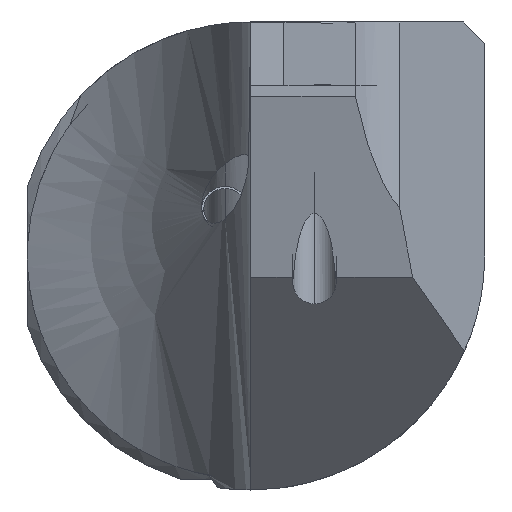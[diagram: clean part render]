
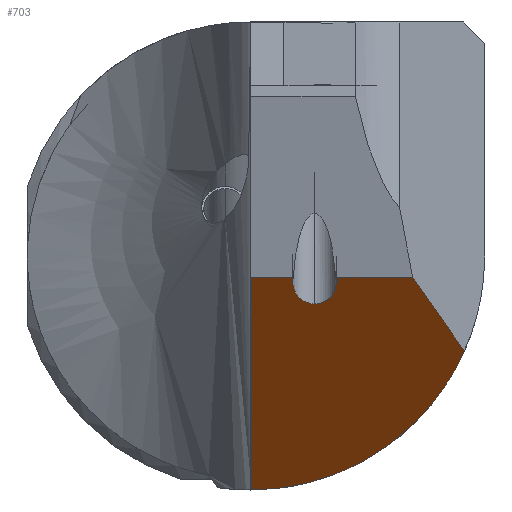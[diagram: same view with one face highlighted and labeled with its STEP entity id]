
A CAD part, left-side view. The second image highlights one B-rep face of the part: STEP entity #703.
In plain terms, the highlighted planar face has unit normal (-0.707, 0, -0.707).
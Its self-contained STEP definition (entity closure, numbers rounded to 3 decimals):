
#2 = VECTOR ( 'NONE', #597, 1000. ) ;
#72 = PLANE ( 'NONE',  #127 ) ;
#127 = AXIS2_PLACEMENT_3D ( 'NONE', #364, #677, #2814 ) ;
#132 = DIRECTION ( 'NONE',  ( 0., -1., 0. ) ) ;
#147 = VECTOR ( 'NONE', #132, 1000. ) ;
#242 = VERTEX_POINT ( 'NONE', #1951 ) ;
#246 = VERTEX_POINT ( 'NONE', #435 ) ;
#279 = CARTESIAN_POINT ( 'NONE',  ( 2.278, -4.001, -12. ) ) ;
#298 = EDGE_LOOP ( 'NONE', ( #2925, #1055, #2308, #2241, #1913, #1166, #955, #3170, #1591 ) ) ;
#364 = CARTESIAN_POINT ( 'NONE',  ( 2.278, 170.895, -12. ) ) ;
#435 = CARTESIAN_POINT ( 'NONE',  ( 2.278, -7.614, -12. ) ) ;
#576 = CARTESIAN_POINT ( 'NONE',  ( 12.278, 0.007, -22. ) ) ;
#597 = DIRECTION ( 'NONE',  ( 0.707, 0., -0.707 ) ) ;
#607 = CARTESIAN_POINT ( 'NONE',  ( 3.525, -2.29, -13.247 ) ) ;
#623 = CARTESIAN_POINT ( 'NONE',  ( 2.278, 0., -12. ) ) ;
#624 = FACE_OUTER_BOUND ( 'NONE', #298, .T. ) ;
#650 = CARTESIAN_POINT ( 'NONE',  ( 5.753, -10.048, -15.476 ) ) ;
#677 = DIRECTION ( 'NONE',  ( -0.707, 0., -0.707 ) ) ;
#703 = ADVANCED_FACE ( 'NONE', ( #624 ), #72, .T. ) ;
#712 = CARTESIAN_POINT ( 'NONE',  ( 12.278, 0., -22. ) ) ;
#717 = DIRECTION ( 'NONE',  ( 0., -1., 0. ) ) ;
#732 = CARTESIAN_POINT ( 'NONE',  ( 2.278, 170.895, -12. ) ) ;
#802 = EDGE_CURVE ( 'NONE', #242, #246, #2694, .T. ) ;
#845 = EDGE_CURVE ( 'NONE', #1047, #1823, #3389, .T. ) ;
#912 = CARTESIAN_POINT ( 'NONE',  ( 12.278, 0., -22. ) ) ;
#955 = ORIENTED_EDGE ( 'NONE', *, *, #3409, .T. ) ;
#1041 = VECTOR ( 'NONE', #717, 1000. ) ;
#1047 = VERTEX_POINT ( 'NONE', #2307 ) ;
#1055 = ORIENTED_EDGE ( 'NONE', *, *, #802, .F. ) ;
#1166 = ORIENTED_EDGE ( 'NONE', *, *, #2380, .T. ) ;
#1216 = CARTESIAN_POINT ( 'NONE',  ( 3.525, -3., -13.247 ) ) ;
#1239 = CARTESIAN_POINT ( 'NONE',  ( 3.525, -3., -13.247 ) ) ;
#1266 = EDGE_CURVE ( 'NONE', #2446, #3542, #3490, .T. ) ;
#1323 = CARTESIAN_POINT ( 'NONE',  ( 9.841, -8.228, -19.563 ) ) ;
#1511 = LINE ( 'NONE', #2462, #3856 ) ;
#1512 = LINE ( 'NONE', #2409, #2226 ) ;
#1591 = ORIENTED_EDGE ( 'NONE', *, *, #1944, .T. ) ;
#1665 =( BOUNDED_CURVE ( )  B_SPLINE_CURVE ( 3, ( #3938, #1801, #2109, #279 ),
 .UNSPECIFIED., .F., .F. ) 
 B_SPLINE_CURVE_WITH_KNOTS ( ( 4, 4 ),
 ( 3.142, 4.931 ),
 .UNSPECIFIED. ) 
 CURVE ( )  GEOMETRIC_REPRESENTATION_ITEM ( )  RATIONAL_B_SPLINE_CURVE ( ( 1., 0.75, 0.75, 1. ) ) 
 REPRESENTATION_ITEM ( '' )  );
#1787 = CARTESIAN_POINT ( 'NONE',  ( 11.929, 0., -21.652 ) ) ;
#1801 = CARTESIAN_POINT ( 'NONE',  ( 3.525, -3.71, -13.247 ) ) ;
#1823 = VERTEX_POINT ( 'NONE', #912 ) ;
#1858 = CARTESIAN_POINT ( 'NONE',  ( 11.755, 0., -21.477 ) ) ;
#1913 = ORIENTED_EDGE ( 'NONE', *, *, #3006, .F. ) ;
#1944 = EDGE_CURVE ( 'NONE', #1823, #2502, #2239, .T. ) ;
#1951 = CARTESIAN_POINT ( 'NONE',  ( 2.278, -4.001, -12. ) ) ;
#2109 = CARTESIAN_POINT ( 'NONE',  ( 2.971, -4.155, -12.693 ) ) ;
#2115 = CARTESIAN_POINT ( 'NONE',  ( 32.549, 0., -42.271 ) ) ;
#2226 = VECTOR ( 'NONE', #2424, 1000. ) ;
#2239 =( BOUNDED_CURVE ( )  B_SPLINE_CURVE ( 3, ( #712, #2548, #1323, #3453 ),
 .UNSPECIFIED., .F., .F. ) 
 B_SPLINE_CURVE_WITH_KNOTS ( ( 4, 4 ),
 ( 3.142, 4.293 ),
 .UNSPECIFIED. ) 
 CURVE ( )  GEOMETRIC_REPRESENTATION_ITEM ( )  RATIONAL_B_SPLINE_CURVE ( ( 1., 0.892, 0.892, 1. ) ) 
 REPRESENTATION_ITEM ( '' )  );
#2241 = ORIENTED_EDGE ( 'NONE', *, *, #1266, .F. ) ;
#2307 = CARTESIAN_POINT ( 'NONE',  ( 12.278, 0.007, -22. ) ) ;
#2308 = ORIENTED_EDGE ( 'NONE', *, *, #2896, .F. ) ;
#2358 = EDGE_CURVE ( 'NONE', #246, #2502, #1512, .T. ) ;
#2380 = EDGE_CURVE ( 'NONE', #2448, #2497, #3053, .T. ) ;
#2400 = CARTESIAN_POINT ( 'NONE',  ( 12.103, 0.002, -21.826 ) ) ;
#2409 = CARTESIAN_POINT ( 'NONE',  ( -47.915, 27.531, 38.192 ) ) ;
#2424 = DIRECTION ( 'NONE',  ( 0.634, -0.444, -0.634 ) ) ;
#2446 = VERTEX_POINT ( 'NONE', #3358 ) ;
#2448 = VERTEX_POINT ( 'NONE', #623 ) ;
#2462 = CARTESIAN_POINT ( 'NONE',  ( 2.278, 170.895, -12. ) ) ;
#2497 = VERTEX_POINT ( 'NONE', #1858 ) ;
#2502 = VERTEX_POINT ( 'NONE', #650 ) ;
#2548 = CARTESIAN_POINT ( 'NONE',  ( 12.278, -4.475, -22. ) ) ;
#2694 = LINE ( 'NONE', #732, #1041 ) ;
#2753 = CARTESIAN_POINT ( 'NONE',  ( 2.971, -1.845, -12.693 ) ) ;
#2814 = DIRECTION ( 'NONE',  ( -0.707, 0., 0.707 ) ) ;
#2896 = EDGE_CURVE ( 'NONE', #3542, #242, #1665, .T. ) ;
#2925 = ORIENTED_EDGE ( 'NONE', *, *, #2358, .F. ) ;
#3006 = EDGE_CURVE ( 'NONE', #2448, #2446, #1511, .T. ) ;
#3053 = LINE ( 'NONE', #2115, #2 ) ;
#3054 = CARTESIAN_POINT ( 'NONE',  ( 2.278, -1.999, -12. ) ) ;
#3097 = B_SPLINE_CURVE_WITH_KNOTS ( 'NONE', 3,
 ( #3922, #1787, #2400, #576 ),
 .UNSPECIFIED., .F., .F.,
 ( 4, 4 ),
 ( 0., 0.001 ),
 .UNSPECIFIED. ) ;
#3170 = ORIENTED_EDGE ( 'NONE', *, *, #845, .T. ) ;
#3358 = CARTESIAN_POINT ( 'NONE',  ( 2.278, -1.999, -12. ) ) ;
#3379 = DIRECTION ( 'NONE',  ( 0., -1., 0. ) ) ;
#3389 = LINE ( 'NONE', #3777, #147 ) ;
#3409 = EDGE_CURVE ( 'NONE', #2497, #1047, #3097, .T. ) ;
#3453 = CARTESIAN_POINT ( 'NONE',  ( 5.753, -10.048, -15.476 ) ) ;
#3490 =( BOUNDED_CURVE ( )  B_SPLINE_CURVE ( 3, ( #3054, #2753, #607, #1216 ),
 .UNSPECIFIED., .F., .T. ) 
 B_SPLINE_CURVE_WITH_KNOTS ( ( 4, 4 ),
 ( 1.352, 3.142 ),
 .UNSPECIFIED. ) 
 CURVE ( )  GEOMETRIC_REPRESENTATION_ITEM ( )  RATIONAL_B_SPLINE_CURVE ( ( 1., 0.75, 0.75, 1. ) ) 
 REPRESENTATION_ITEM ( '' )  );
#3542 = VERTEX_POINT ( 'NONE', #1239 ) ;
#3777 = CARTESIAN_POINT ( 'NONE',  ( 12.278, 170.895, -22. ) ) ;
#3856 = VECTOR ( 'NONE', #3379, 1000. ) ;
#3922 = CARTESIAN_POINT ( 'NONE',  ( 11.755, 0., -21.477 ) ) ;
#3938 = CARTESIAN_POINT ( 'NONE',  ( 3.525, -3., -13.247 ) ) ;
